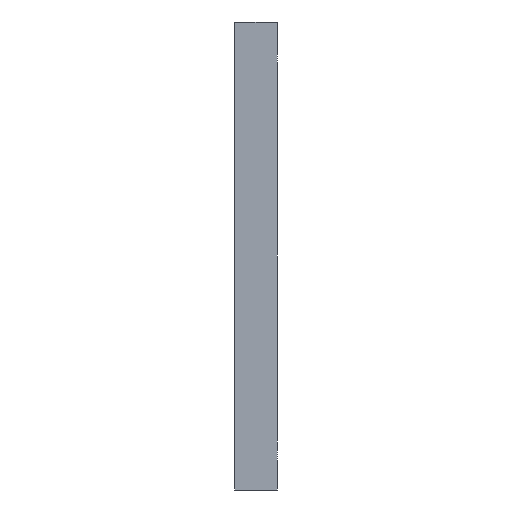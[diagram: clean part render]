
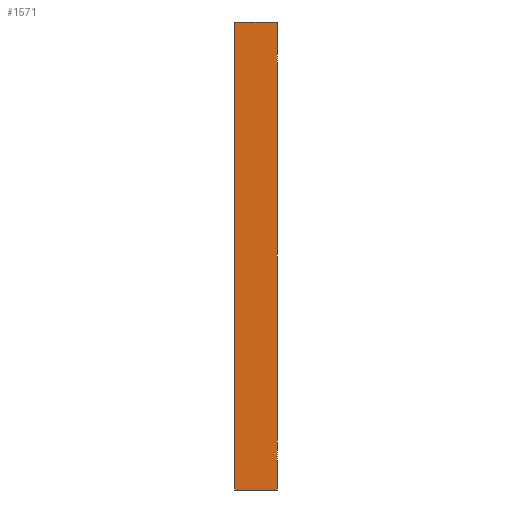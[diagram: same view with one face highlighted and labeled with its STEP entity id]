
A CAD part, left-side view. The second image highlights one B-rep face of the part: STEP entity #1571.
In plain terms, the highlighted planar face has unit normal (-1, 0, 0).
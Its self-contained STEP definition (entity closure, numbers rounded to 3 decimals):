
#259 = VECTOR ( 'NONE', #4406, 1000. ) ;
#325 = CARTESIAN_POINT ( 'NONE',  ( -100., 18., -100. ) ) ;
#347 = DIRECTION ( 'NONE',  ( 1., 0., 0. ) ) ;
#421 = ORIENTED_EDGE ( 'NONE', *, *, #459, .T. ) ;
#440 = ORIENTED_EDGE ( 'NONE', *, *, #1144, .T. ) ;
#459 = EDGE_CURVE ( 'NONE', #715, #2877, #4074, .T. ) ;
#589 = CARTESIAN_POINT ( 'NONE',  ( -100., 18., 100. ) ) ;
#715 = VERTEX_POINT ( 'NONE', #325 ) ;
#743 = CARTESIAN_POINT ( 'NONE',  ( -100., 18., 100. ) ) ;
#1068 = CARTESIAN_POINT ( 'NONE',  ( -100., 0., 100. ) ) ;
#1088 = DIRECTION ( 'NONE',  ( 0., 0., 1. ) ) ;
#1095 = DIRECTION ( 'NONE',  ( 0., 0., -1. ) ) ;
#1117 = PLANE ( 'NONE',  #3389 ) ;
#1144 = EDGE_CURVE ( 'NONE', #2877, #2220, #1733, .T. ) ;
#1327 = ORIENTED_EDGE ( 'NONE', *, *, #3783, .F. ) ;
#1338 = CARTESIAN_POINT ( 'NONE',  ( -100., 18., -100. ) ) ;
#1511 = LINE ( 'NONE', #2647, #3321 ) ;
#1571 = ADVANCED_FACE ( 'NONE', ( #3822 ), #1117, .F. ) ;
#1733 = LINE ( 'NONE', #1068, #2603 ) ;
#1816 = CARTESIAN_POINT ( 'NONE',  ( -100., 0., -100. ) ) ;
#1833 = CARTESIAN_POINT ( 'NONE',  ( -100., 0., 100. ) ) ;
#2220 = VERTEX_POINT ( 'NONE', #1833 ) ;
#2603 = VECTOR ( 'NONE', #4790, 1000. ) ;
#2647 = CARTESIAN_POINT ( 'NONE',  ( -100., 18., 100. ) ) ;
#2877 = VERTEX_POINT ( 'NONE', #1816 ) ;
#3321 = VECTOR ( 'NONE', #1088, 1000. ) ;
#3382 = VECTOR ( 'NONE', #4096, 1000. ) ;
#3389 = AXIS2_PLACEMENT_3D ( 'NONE', #743, #347, #1095 ) ;
#3436 = VERTEX_POINT ( 'NONE', #4451 ) ;
#3496 = EDGE_LOOP ( 'NONE', ( #440, #1327, #4546, #421 ) ) ;
#3550 = EDGE_CURVE ( 'NONE', #715, #3436, #1511, .T. ) ;
#3783 = EDGE_CURVE ( 'NONE', #3436, #2220, #4331, .T. ) ;
#3822 = FACE_OUTER_BOUND ( 'NONE', #3496, .T. ) ;
#4074 = LINE ( 'NONE', #1338, #3382 ) ;
#4096 = DIRECTION ( 'NONE',  ( 0., -1., 0. ) ) ;
#4331 = LINE ( 'NONE', #589, #259 ) ;
#4406 = DIRECTION ( 'NONE',  ( 0., -1., 0. ) ) ;
#4451 = CARTESIAN_POINT ( 'NONE',  ( -100., 18., 100. ) ) ;
#4546 = ORIENTED_EDGE ( 'NONE', *, *, #3550, .F. ) ;
#4790 = DIRECTION ( 'NONE',  ( 0., 0., 1. ) ) ;
